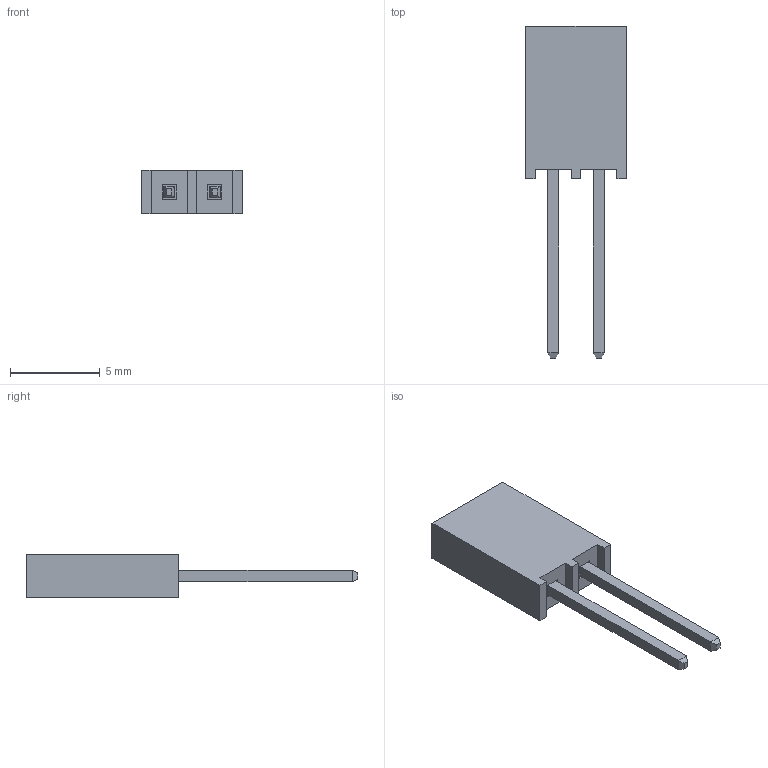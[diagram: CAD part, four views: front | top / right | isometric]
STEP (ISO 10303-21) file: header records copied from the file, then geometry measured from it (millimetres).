
FILE_DESCRIPTION(/* description */ ('Alibre Inc.'),/* implementation_level */ '2;1');
FILE_NAME(/* name */ 'export1',/* time_stamp */ '2015-06-08T09:24:37+08:00',/* author */ (''),/* organization */ (''),/* preprocessor_version */ 'ST-DEVELOPER v14',/* originating_system */ 'Alibre',/* authorisation */ '');
FILE_SCHEMA (('AUTOMOTIVE_DESIGN'));
Length unit declared in the file: inch
Bounding box: 5.59 x 18.52 x 2.41 mm (x, y, z)
Volume: 109.1 mm3; surface area: 276.3 mm2
Topology: 2 solids, 2 shells, 46 faces, 120 edges, 80 vertices
Faces by surface type: plane 46
Entity records: 1481 total; most frequent: CARTESIAN_POINT 250, ORIENTED_EDGE 240, DIRECTION 174, VECTOR 120, LINE 120, EDGE_CURVE 120, VERTEX_POINT 80, EDGE_LOOP 52
